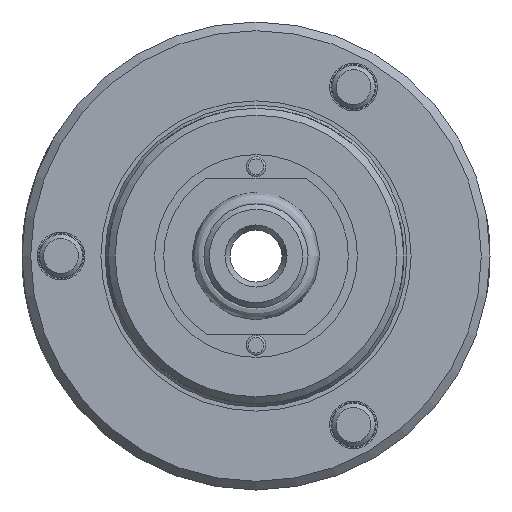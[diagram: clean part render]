
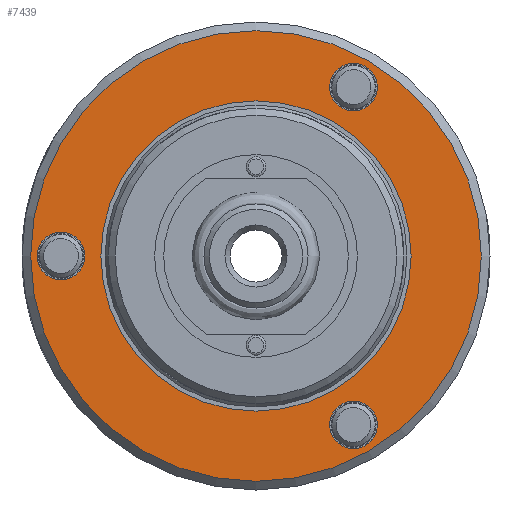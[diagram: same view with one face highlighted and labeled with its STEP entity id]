
A CAD part, left-side view. The second image highlights one B-rep face of the part: STEP entity #7439.
In plain terms, the highlighted planar face has unit normal (-1, 0, 0).
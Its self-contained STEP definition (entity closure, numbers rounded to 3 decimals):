
#1694=FACE_BOUND('',#2280,.T.);
#1695=FACE_BOUND('',#2281,.T.);
#1696=FACE_BOUND('',#2282,.T.);
#1697=FACE_BOUND('',#2283,.T.);
#1829=FACE_OUTER_BOUND('',#2279,.T.);
#2279=EDGE_LOOP('',(#5441));
#2280=EDGE_LOOP('',(#5442,#5443));
#2281=EDGE_LOOP('',(#5444,#5445));
#2282=EDGE_LOOP('',(#5446,#5447));
#2283=EDGE_LOOP('',(#5448,#5449));
#2730=CIRCLE('',#7943,17.9);
#2731=CIRCLE('',#7944,17.9);
#2778=CIRCLE('',#8025,26.);
#2779=CIRCLE('',#8026,2.75);
#2780=CIRCLE('',#8027,2.75);
#2781=CIRCLE('',#8028,2.75);
#2782=CIRCLE('',#8029,2.75);
#2783=CIRCLE('',#8030,2.75);
#2784=CIRCLE('',#8031,2.75);
#3120=VERTEX_POINT('',#10815);
#3121=VERTEX_POINT('',#10816);
#3187=VERTEX_POINT('',#11039);
#3188=VERTEX_POINT('',#11041);
#3189=VERTEX_POINT('',#11042);
#3190=VERTEX_POINT('',#11045);
#3191=VERTEX_POINT('',#11046);
#3192=VERTEX_POINT('',#11049);
#3193=VERTEX_POINT('',#11050);
#3945=EDGE_CURVE('',#3120,#3121,#2730,.T.);
#3946=EDGE_CURVE('',#3121,#3120,#2731,.T.);
#4040=EDGE_CURVE('',#3187,#3187,#2778,.T.);
#4041=EDGE_CURVE('',#3188,#3189,#2779,.T.);
#4042=EDGE_CURVE('',#3189,#3188,#2780,.T.);
#4043=EDGE_CURVE('',#3190,#3191,#2781,.T.);
#4044=EDGE_CURVE('',#3191,#3190,#2782,.T.);
#4045=EDGE_CURVE('',#3192,#3193,#2783,.T.);
#4046=EDGE_CURVE('',#3193,#3192,#2784,.T.);
#5441=ORIENTED_EDGE('',*,*,#4040,.F.);
#5442=ORIENTED_EDGE('',*,*,#4041,.T.);
#5443=ORIENTED_EDGE('',*,*,#4042,.T.);
#5444=ORIENTED_EDGE('',*,*,#4043,.T.);
#5445=ORIENTED_EDGE('',*,*,#4044,.T.);
#5446=ORIENTED_EDGE('',*,*,#4045,.T.);
#5447=ORIENTED_EDGE('',*,*,#4046,.T.);
#5448=ORIENTED_EDGE('',*,*,#3945,.T.);
#5449=ORIENTED_EDGE('',*,*,#3946,.T.);
#7256=PLANE('',#8024);
#7439=ADVANCED_FACE('',(#1829,#1694,#1695,#1696,#1697),#7256,.T.);
#7943=AXIS2_PLACEMENT_3D('',#10817,#8753,#8754);
#7944=AXIS2_PLACEMENT_3D('',#10818,#8755,#8756);
#8024=AXIS2_PLACEMENT_3D('',#11038,#8948,#8949);
#8025=AXIS2_PLACEMENT_3D('',#11040,#8950,#8951);
#8026=AXIS2_PLACEMENT_3D('',#11043,#8952,#8953);
#8027=AXIS2_PLACEMENT_3D('',#11044,#8954,#8955);
#8028=AXIS2_PLACEMENT_3D('',#11047,#8956,#8957);
#8029=AXIS2_PLACEMENT_3D('',#11048,#8958,#8959);
#8030=AXIS2_PLACEMENT_3D('',#11051,#8960,#8961);
#8031=AXIS2_PLACEMENT_3D('',#11052,#8962,#8963);
#8753=DIRECTION('center_axis',(1.,0.,0.));
#8754=DIRECTION('ref_axis',(0.,1.,0.));
#8755=DIRECTION('center_axis',(1.,0.,0.));
#8756=DIRECTION('ref_axis',(0.,1.,0.));
#8948=DIRECTION('center_axis',(-1.,0.,0.));
#8949=DIRECTION('ref_axis',(0.,0.,1.));
#8950=DIRECTION('center_axis',(1.,0.,0.));
#8951=DIRECTION('ref_axis',(0.,-1.,0.));
#8952=DIRECTION('center_axis',(1.,0.,0.));
#8953=DIRECTION('ref_axis',(0.,0.866,-0.5));
#8954=DIRECTION('center_axis',(1.,0.,0.));
#8955=DIRECTION('ref_axis',(0.,0.866,-0.5));
#8956=DIRECTION('center_axis',(1.,0.,0.));
#8957=DIRECTION('ref_axis',(0.,-0.866,-0.5));
#8958=DIRECTION('center_axis',(1.,0.,0.));
#8959=DIRECTION('ref_axis',(0.,-0.866,-0.5));
#8960=DIRECTION('center_axis',(1.,0.,0.));
#8961=DIRECTION('ref_axis',(0.,0.,1.));
#8962=DIRECTION('center_axis',(1.,0.,0.));
#8963=DIRECTION('ref_axis',(0.,0.,1.));
#10815=CARTESIAN_POINT('',(5.72,17.9,0.));
#10816=CARTESIAN_POINT('',(5.72,-17.9,0.));
#10817=CARTESIAN_POINT('Origin',(5.72,0.,0.));
#10818=CARTESIAN_POINT('Origin',(5.72,0.,0.));
#11038=CARTESIAN_POINT('Origin',(5.72,21.133,0.));
#11039=CARTESIAN_POINT('',(5.72,26.,0.));
#11040=CARTESIAN_POINT('Origin',(5.72,0.,0.));
#11041=CARTESIAN_POINT('',(5.72,-8.868,-20.861));
#11042=CARTESIAN_POINT('',(5.72,-13.632,-18.111));
#11043=CARTESIAN_POINT('Origin',(5.72,-11.25,-19.486));
#11044=CARTESIAN_POINT('Origin',(5.72,-11.25,-19.486));
#11045=CARTESIAN_POINT('',(5.72,-13.632,18.111));
#11046=CARTESIAN_POINT('',(5.72,-8.868,20.861));
#11047=CARTESIAN_POINT('Origin',(5.72,-11.25,19.486));
#11048=CARTESIAN_POINT('Origin',(5.72,-11.25,19.486));
#11049=CARTESIAN_POINT('',(5.72,22.5,2.75));
#11050=CARTESIAN_POINT('',(5.72,22.5,-2.75));
#11051=CARTESIAN_POINT('Origin',(5.72,22.5,0.));
#11052=CARTESIAN_POINT('Origin',(5.72,22.5,0.));
